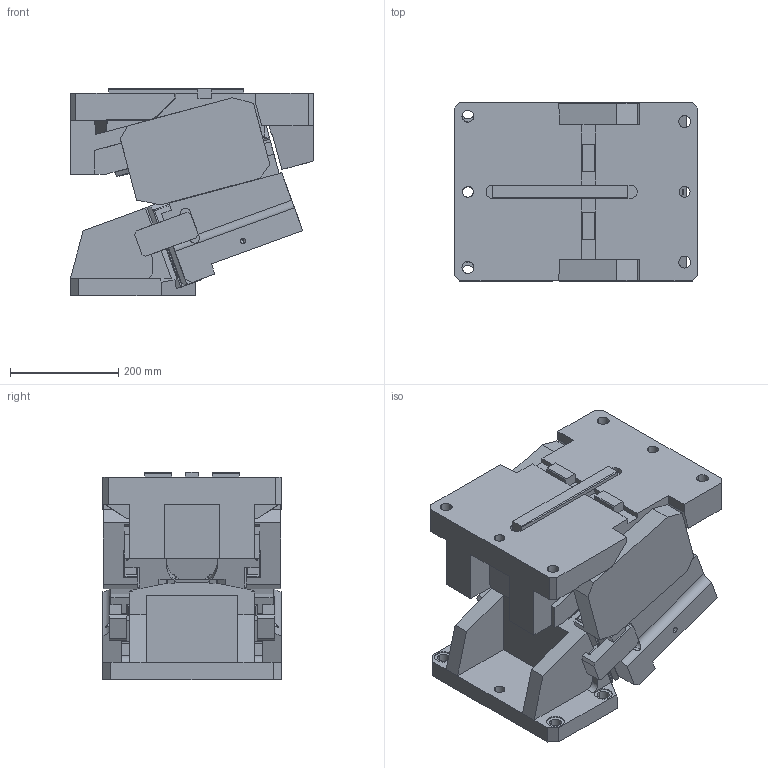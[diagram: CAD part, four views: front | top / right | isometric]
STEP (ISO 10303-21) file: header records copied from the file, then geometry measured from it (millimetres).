
FILE_DESCRIPTION(('CATIA V5 STEP Exchange'),'2;1');
FILE_NAME('CACV_F_330_70.stp','2015-04-27T07:00:04+00:00',('none'),('none'),'CATIA Version 5 Release 19 SP 2 (IN-10)','CATIA V5 STEP AP203','none');
FILE_SCHEMA(('CONFIG_CONTROL_DESIGN'));
Length unit declared in the file: millimetre
Products named in the file (1): CACV_F_330_70
Bounding box: 450 x 330 x 384 mm (x, y, z)
Volume: 32648736.6 mm3; surface area: 1537784.9 mm2
Topology: 3 solids, 7 shells, 605 faces, 1724 edges, 1129 vertices
Faces by surface type: plane 429, cylinder 165, cone 11
Entity records: 20303 total; most frequent: CARTESIAN_POINT 5156, ORIENTED_EDGE 3436, DIRECTION 2592, EDGE_CURVE 1718, VECTOR 1364, LINE 1364, VERTEX_POINT 1129, AXIS2_PLACEMENT_3D 709
